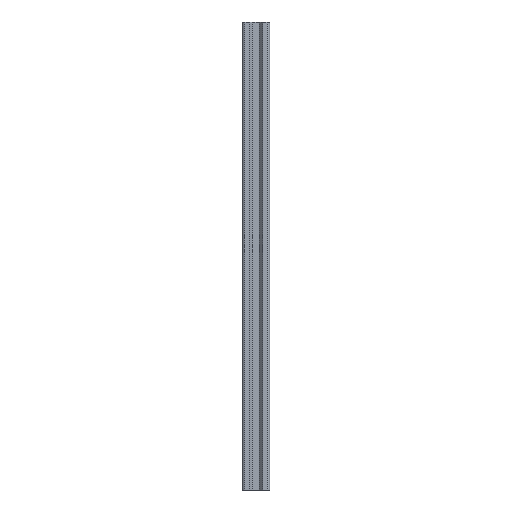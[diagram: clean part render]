
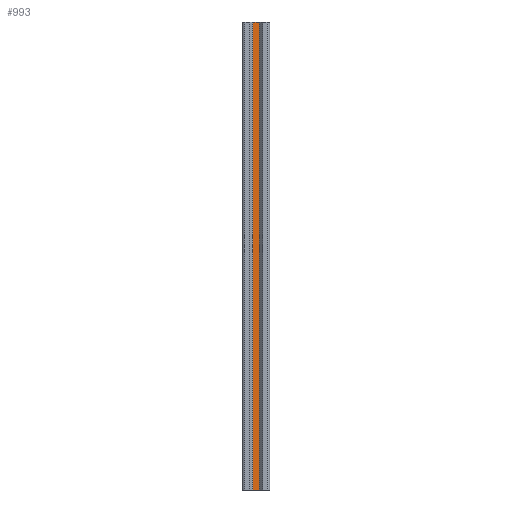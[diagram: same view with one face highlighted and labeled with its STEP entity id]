
A CAD part, left-side view. The second image highlights one B-rep face of the part: STEP entity #993.
In plain terms, the highlighted planar face has unit normal (-1, 0, 0).
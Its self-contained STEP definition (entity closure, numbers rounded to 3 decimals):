
#56 = ORIENTED_EDGE ( 'NONE', *, *, #332, .F. ) ;
#65 = VERTEX_POINT ( 'NONE', #1380 ) ;
#90 = EDGE_LOOP ( 'NONE', ( #801, #56, #475, #749 ) ) ;
#107 = CARTESIAN_POINT ( 'NONE',  ( -3.6, -2.539, 340. ) ) ;
#108 = CARTESIAN_POINT ( 'NONE',  ( -3.6, 2.539, 340. ) ) ;
#126 = DIRECTION ( 'NONE',  ( 0., 0., -1. ) ) ;
#156 = EDGE_CURVE ( 'NONE', #1594, #312, #1449, .T. ) ;
#165 = VECTOR ( 'NONE', #207, 1000. ) ;
#171 = EDGE_CURVE ( 'NONE', #1594, #65, #1287, .T. ) ;
#207 = DIRECTION ( 'NONE',  ( 0., -1., 0. ) ) ;
#225 = CARTESIAN_POINT ( 'NONE',  ( -3.6, 0., 340. ) ) ;
#237 = AXIS2_PLACEMENT_3D ( 'NONE', #646, #239, #913 ) ;
#239 = DIRECTION ( 'NONE',  ( 1., 0., 0. ) ) ;
#274 = CARTESIAN_POINT ( 'NONE',  ( -3.6, -2.539, 0. ) ) ;
#291 = CARTESIAN_POINT ( 'NONE',  ( -3.6, 0., 0. ) ) ;
#312 = VERTEX_POINT ( 'NONE', #1349 ) ;
#332 = EDGE_CURVE ( 'NONE', #65, #1098, #1744, .T. ) ;
#475 = ORIENTED_EDGE ( 'NONE', *, *, #171, .F. ) ;
#498 = CARTESIAN_POINT ( 'NONE',  ( -3.6, 2.539, 340. ) ) ;
#528 = LINE ( 'NONE', #291, #1176 ) ;
#646 = CARTESIAN_POINT ( 'NONE',  ( -3.6, 0., 340. ) ) ;
#749 = ORIENTED_EDGE ( 'NONE', *, *, #156, .T. ) ;
#801 = ORIENTED_EDGE ( 'NONE', *, *, #1180, .T. ) ;
#845 = VECTOR ( 'NONE', #126, 1000. ) ;
#905 = FACE_OUTER_BOUND ( 'NONE', #90, .T. ) ;
#913 = DIRECTION ( 'NONE',  ( 0., 0., -1. ) ) ;
#993 = ADVANCED_FACE ( 'NONE', ( #905 ), #1571, .F. ) ;
#1076 = VECTOR ( 'NONE', #1430, 1000. ) ;
#1098 = VERTEX_POINT ( 'NONE', #274 ) ;
#1176 = VECTOR ( 'NONE', #1331, 1000. ) ;
#1180 = EDGE_CURVE ( 'NONE', #312, #1098, #528, .T. ) ;
#1287 = LINE ( 'NONE', #225, #165 ) ;
#1331 = DIRECTION ( 'NONE',  ( 0., -1., 0. ) ) ;
#1349 = CARTESIAN_POINT ( 'NONE',  ( -3.6, 2.539, 0. ) ) ;
#1380 = CARTESIAN_POINT ( 'NONE',  ( -3.6, -2.539, 340. ) ) ;
#1430 = DIRECTION ( 'NONE',  ( 0., 0., -1. ) ) ;
#1449 = LINE ( 'NONE', #498, #1076 ) ;
#1571 = PLANE ( 'NONE',  #237 ) ;
#1594 = VERTEX_POINT ( 'NONE', #108 ) ;
#1744 = LINE ( 'NONE', #107, #845 ) ;
